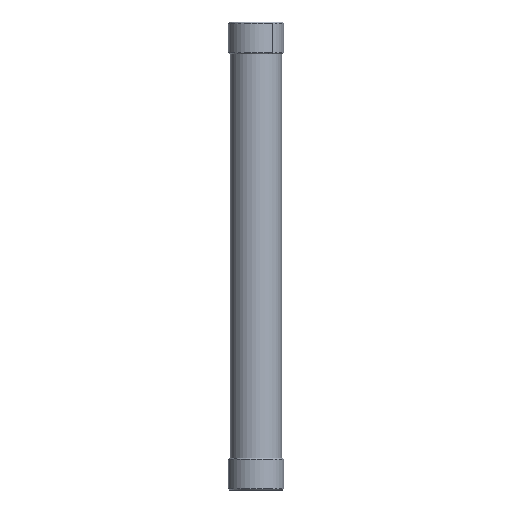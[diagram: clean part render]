
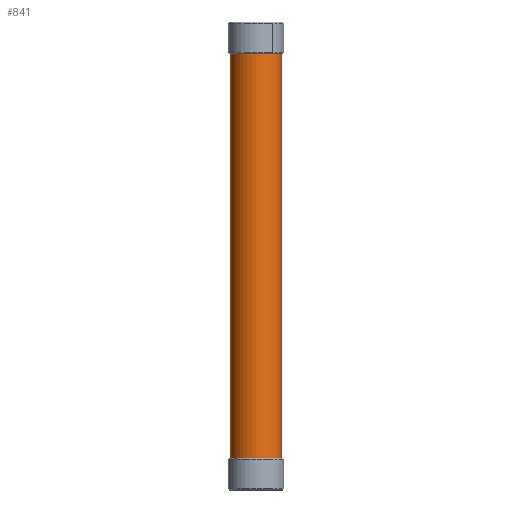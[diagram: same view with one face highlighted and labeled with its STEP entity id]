
A CAD part, front view. The second image highlights one B-rep face of the part: STEP entity #841.
In plain terms, the highlighted cylindrical face has radius 24 mm (diameter 48 mm), a partial arc.
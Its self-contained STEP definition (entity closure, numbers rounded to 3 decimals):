
#2 = EDGE_LOOP ( 'NONE', ( #1433, #1912, #1857, #940 ) ) ;
#121 = AXIS2_PLACEMENT_3D ( 'NONE', #1422, #2096, #361 ) ;
#177 = VERTEX_POINT ( 'NONE', #650 ) ;
#226 = CARTESIAN_POINT ( 'NONE',  ( -24., 0., -200. ) ) ;
#361 = DIRECTION ( 'NONE',  ( 1., 0., 0. ) ) ;
#371 = VERTEX_POINT ( 'NONE', #1236 ) ;
#450 = CIRCLE ( 'NONE', #121, 24. ) ;
#459 = VERTEX_POINT ( 'NONE', #226 ) ;
#465 = EDGE_CURVE ( 'NONE', #177, #459, #2124, .T. ) ;
#601 = DIRECTION ( 'NONE',  ( 0., 0., -1. ) ) ;
#650 = CARTESIAN_POINT ( 'NONE',  ( -24., 0., 200. ) ) ;
#665 = CARTESIAN_POINT ( 'NONE',  ( 24., 0., -200. ) ) ;
#717 = CARTESIAN_POINT ( 'NONE',  ( 24., 0., 200. ) ) ;
#789 = VECTOR ( 'NONE', #601, 1000. ) ;
#836 = FACE_OUTER_BOUND ( 'NONE', #2, .T. ) ;
#841 = ADVANCED_FACE ( 'NONE', ( #836 ), #2203, .T. ) ;
#860 = AXIS2_PLACEMENT_3D ( 'NONE', #1357, #1667, #2036 ) ;
#940 = ORIENTED_EDGE ( 'NONE', *, *, #1712, .T. ) ;
#1016 = CIRCLE ( 'NONE', #1375, 24. ) ;
#1062 = DIRECTION ( 'NONE',  ( 0., 0., -1. ) ) ;
#1233 = LINE ( 'NONE', #717, #1517 ) ;
#1236 = CARTESIAN_POINT ( 'NONE',  ( 24., 0., 200. ) ) ;
#1357 = CARTESIAN_POINT ( 'NONE',  ( 0., 0., 200. ) ) ;
#1375 = AXIS2_PLACEMENT_3D ( 'NONE', #1733, #1592, #1724 ) ;
#1422 = CARTESIAN_POINT ( 'NONE',  ( 0., 0., 200. ) ) ;
#1433 = ORIENTED_EDGE ( 'NONE', *, *, #1551, .F. ) ;
#1517 = VECTOR ( 'NONE', #1062, 1000. ) ;
#1551 = EDGE_CURVE ( 'NONE', #371, #1877, #1233, .T. ) ;
#1592 = DIRECTION ( 'NONE',  ( 0., 0., 1. ) ) ;
#1617 = CARTESIAN_POINT ( 'NONE',  ( -24., 0., 200. ) ) ;
#1667 = DIRECTION ( 'NONE',  ( 0., 0., -1. ) ) ;
#1712 = EDGE_CURVE ( 'NONE', #459, #1877, #1016, .T. ) ;
#1724 = DIRECTION ( 'NONE',  ( 1., 0., 0. ) ) ;
#1728 = EDGE_CURVE ( 'NONE', #177, #371, #450, .T. ) ;
#1733 = CARTESIAN_POINT ( 'NONE',  ( 0., 0., -200. ) ) ;
#1857 = ORIENTED_EDGE ( 'NONE', *, *, #465, .T. ) ;
#1877 = VERTEX_POINT ( 'NONE', #665 ) ;
#1912 = ORIENTED_EDGE ( 'NONE', *, *, #1728, .F. ) ;
#2036 = DIRECTION ( 'NONE',  ( -1., 0., 0. ) ) ;
#2096 = DIRECTION ( 'NONE',  ( 0., 0., 1. ) ) ;
#2124 = LINE ( 'NONE', #1617, #789 ) ;
#2203 = CYLINDRICAL_SURFACE ( 'NONE', #860, 24. ) ;
